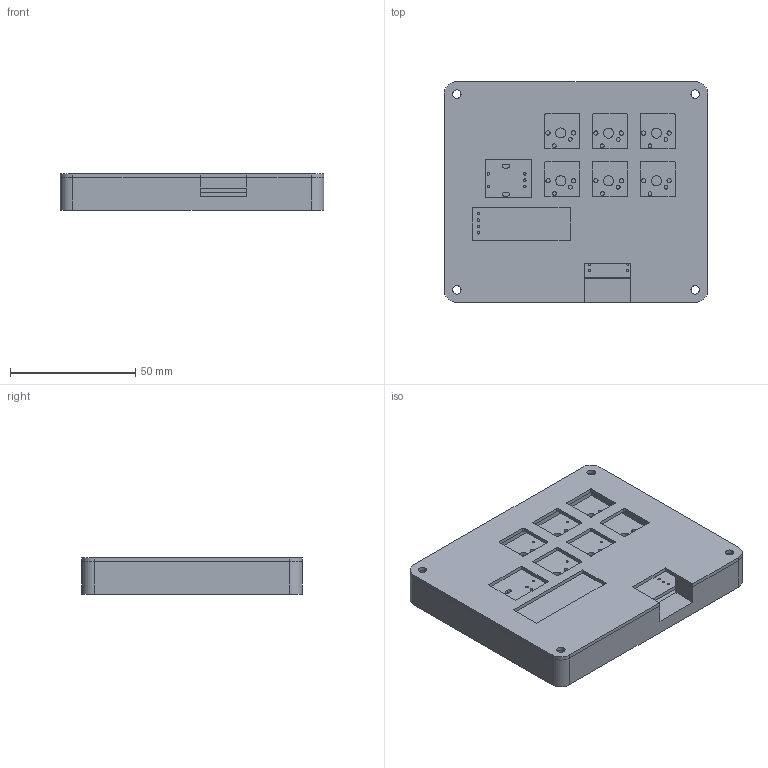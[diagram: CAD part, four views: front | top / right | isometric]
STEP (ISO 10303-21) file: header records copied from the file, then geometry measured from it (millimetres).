
FILE_DESCRIPTION(/* description */ (''),/* implementation_level */ '2;1');
FILE_NAME(/* name */ 'my_keyboard_v1.0.step',/* time_stamp */ '2026-01-15T21:33:46+02:00',/* author */ (''),/* organization */ (''),/* preprocessor_version */ 'ST-DEVELOPER v20.1',/* originating_system */ 'Autodesk Translation Framework v14.21.0.0',/* authorisation */ '');
FILE_SCHEMA (('AUTOMOTIVE_DESIGN { 1 0 10303 214 3 1 1 }'));
Length unit declared in the file: millimetre
Products named in the file (1): 2026-01-15-20-45-58-632
Bounding box: 105.05 x 88 x 14.5 mm (x, y, z)
Volume: 77365 mm3; surface area: 54441.6 mm2
Topology: 3 solids, 3 shells, 545 faces, 1527 edges, 1018 vertices
Faces by surface type: plane 257, bspline 175, cylinder 113
Full cylindrical faces by diameter (mm): 0.8 x12, 0.889 x14, 1 x9, 1.5 x12, 1.7 x12, 3.4 x8, 4 x6, 6 x4
Entity records: 19515 total; most frequent: CARTESIAN_POINT 6066, ORIENTED_EDGE 3054, DIRECTION 2145, EDGE_CURVE 1527, VERTEX_POINT 1018, LINE 951, VECTOR 951, EDGE_LOOP 745
